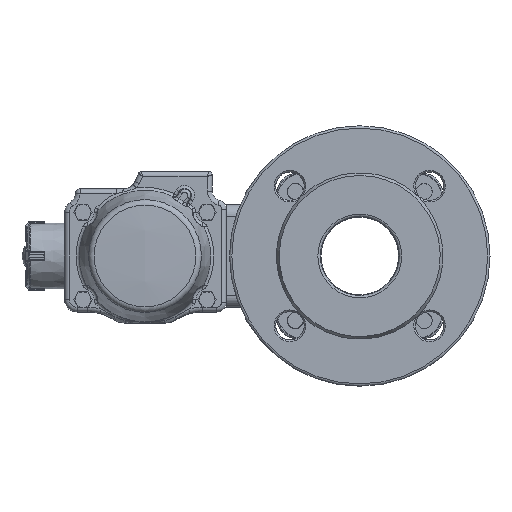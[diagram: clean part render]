
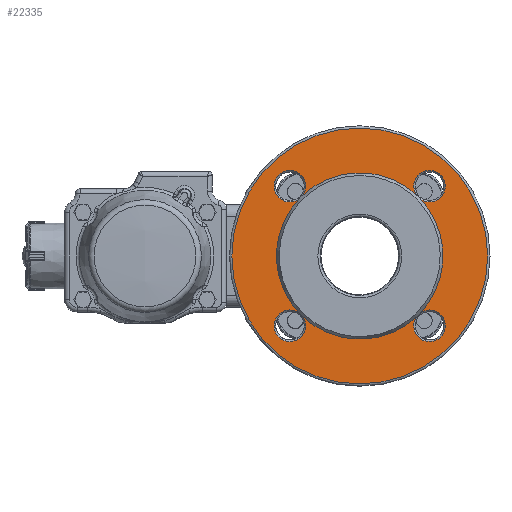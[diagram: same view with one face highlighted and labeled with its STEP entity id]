
A CAD part, left-side view. The second image highlights one B-rep face of the part: STEP entity #22335.
In plain terms, the highlighted planar face has unit normal (-1, 0, 0).
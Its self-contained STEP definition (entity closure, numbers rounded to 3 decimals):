
#863=PLANE('',#24208);
#6297=ORIENTED_EDGE('',*,*,#12369,.F.);
#6298=ORIENTED_EDGE('',*,*,#12370,.T.);
#6299=ORIENTED_EDGE('',*,*,#12371,.F.);
#6300=ORIENTED_EDGE('',*,*,#12372,.T.);
#6301=ORIENTED_EDGE('',*,*,#12373,.F.);
#6302=ORIENTED_EDGE('',*,*,#12374,.T.);
#6303=ORIENTED_EDGE('',*,*,#12375,.F.);
#6304=ORIENTED_EDGE('',*,*,#12376,.T.);
#6305=ORIENTED_EDGE('',*,*,#12377,.T.);
#12369=EDGE_CURVE('',#15397,#15398,#17226,.T.);
#12370=EDGE_CURVE('',#15397,#15399,#17227,.T.);
#12371=EDGE_CURVE('',#15400,#15399,#17228,.T.);
#12372=EDGE_CURVE('',#15400,#15401,#17229,.T.);
#12373=EDGE_CURVE('',#15402,#15401,#17230,.T.);
#12374=EDGE_CURVE('',#15402,#15403,#17231,.T.);
#12375=EDGE_CURVE('',#15404,#15403,#17232,.T.);
#12376=EDGE_CURVE('',#15404,#15398,#17233,.T.);
#12377=EDGE_CURVE('',#15405,#15405,#17234,.T.);
#15397=VERTEX_POINT('',#37267);
#15398=VERTEX_POINT('',#37268);
#15399=VERTEX_POINT('',#37270);
#15400=VERTEX_POINT('',#37272);
#15401=VERTEX_POINT('',#37274);
#15402=VERTEX_POINT('',#37276);
#15403=VERTEX_POINT('',#37278);
#15404=VERTEX_POINT('',#37280);
#15405=VERTEX_POINT('',#37283);
#17226=CIRCLE('',#24209,52.732);
#17227=CIRCLE('',#24210,10.);
#17228=CIRCLE('',#24211,52.732);
#17229=CIRCLE('',#24212,10.);
#17230=CIRCLE('',#24213,52.732);
#17231=CIRCLE('',#24214,10.);
#17232=CIRCLE('',#24215,52.732);
#17233=CIRCLE('',#24216,10.);
#17234=CIRCLE('',#24217,81.);
#18442=EDGE_LOOP('',(#6297,#6298,#6299,#6300,#6301,#6302,#6303,#6304));
#18443=EDGE_LOOP('',(#6305));
#20214=FACE_BOUND('',#18442,.T.);
#20215=FACE_BOUND('',#18443,.T.);
#22335=ADVANCED_FACE('',(#20214,#20215),#863,.T.);
#24208=AXIS2_PLACEMENT_3D('',#37265,#27388,#27389);
#24209=AXIS2_PLACEMENT_3D('',#37266,#27390,#27391);
#24210=AXIS2_PLACEMENT_3D('',#37269,#27392,#27393);
#24211=AXIS2_PLACEMENT_3D('',#37271,#27394,#27395);
#24212=AXIS2_PLACEMENT_3D('',#37273,#27396,#27397);
#24213=AXIS2_PLACEMENT_3D('',#37275,#27398,#27399);
#24214=AXIS2_PLACEMENT_3D('',#37277,#27400,#27401);
#24215=AXIS2_PLACEMENT_3D('',#37279,#27402,#27403);
#24216=AXIS2_PLACEMENT_3D('',#37281,#27404,#27405);
#24217=AXIS2_PLACEMENT_3D('',#37282,#27406,#27407);
#27388=DIRECTION('',(-1.,0.,0.));
#27389=DIRECTION('',(0.,0.,1.));
#27390=DIRECTION('',(-1.,0.,0.));
#27391=DIRECTION('',(0.,0.,1.));
#27392=DIRECTION('',(1.,0.,0.));
#27393=DIRECTION('',(0.,0.,1.));
#27394=DIRECTION('',(-1.,0.,0.));
#27395=DIRECTION('',(0.,0.,1.));
#27396=DIRECTION('',(1.,0.,0.));
#27397=DIRECTION('',(0.,0.,1.));
#27398=DIRECTION('',(-1.,0.,0.));
#27399=DIRECTION('',(0.,0.,1.));
#27400=DIRECTION('',(1.,0.,0.));
#27401=DIRECTION('',(0.,0.,1.));
#27402=DIRECTION('',(-1.,0.,0.));
#27403=DIRECTION('',(0.,0.,1.));
#27404=DIRECTION('',(1.,0.,0.));
#27405=DIRECTION('',(0.,0.,1.));
#27406=DIRECTION('',(-1.,0.,0.));
#27407=DIRECTION('',(0.,0.,1.));
#37265=CARTESIAN_POINT('',(-60.,-52.732,0.));
#37266=CARTESIAN_POINT('',(-60.,0.,0.));
#37267=CARTESIAN_POINT('',(-60.,-35.87,38.652));
#37268=CARTESIAN_POINT('',(-60.,35.87,38.652));
#37269=CARTESIAN_POINT('',(-60.,-44.194,44.194));
#37270=CARTESIAN_POINT('',(-60.,-38.652,35.87));
#37271=CARTESIAN_POINT('',(-60.,0.,0.));
#37272=CARTESIAN_POINT('',(-60.,-38.652,-35.87));
#37273=CARTESIAN_POINT('',(-60.,-44.194,-44.194));
#37274=CARTESIAN_POINT('',(-60.,-35.87,-38.652));
#37275=CARTESIAN_POINT('',(-60.,0.,0.));
#37276=CARTESIAN_POINT('',(-60.,35.87,-38.652));
#37277=CARTESIAN_POINT('',(-60.,44.194,-44.194));
#37278=CARTESIAN_POINT('',(-60.,38.652,-35.87));
#37279=CARTESIAN_POINT('',(-60.,0.,0.));
#37280=CARTESIAN_POINT('',(-60.,38.652,35.87));
#37281=CARTESIAN_POINT('',(-60.,44.194,44.194));
#37282=CARTESIAN_POINT('',(-60.,0.,0.));
#37283=CARTESIAN_POINT('',(-60.,0.,81.));
